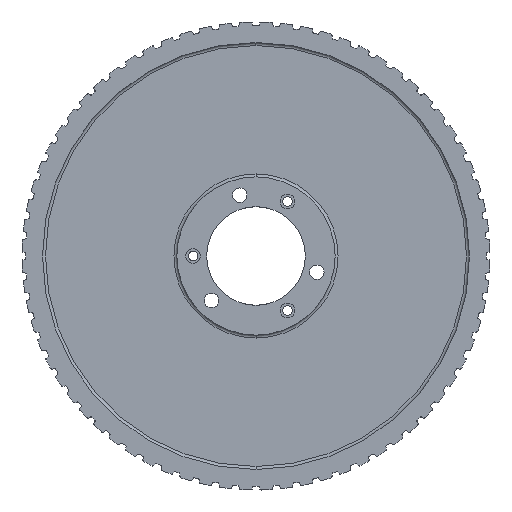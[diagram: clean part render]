
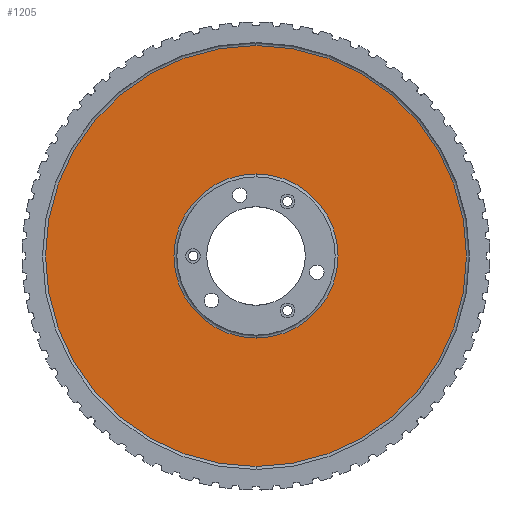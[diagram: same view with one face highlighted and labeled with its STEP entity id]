
A CAD part, left-side view. The second image highlights one B-rep face of the part: STEP entity #1205.
In plain terms, the highlighted planar face has unit normal (-1, 0, 0).
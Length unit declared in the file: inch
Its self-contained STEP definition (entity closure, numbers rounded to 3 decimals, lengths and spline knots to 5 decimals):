
#289 = DIRECTION ( 'NONE',  ( 0., 0., -1. ) ) ;
#411 = AXIS2_PLACEMENT_3D ( 'NONE', #9889, #22280, #11656 ) ;
#1040 = CIRCLE ( 'NONE', #3132, 1.753 ) ;
#1205 = ADVANCED_FACE ( 'NONE', ( #11549, #16188 ), #19672, .F. ) ;
#3132 = AXIS2_PLACEMENT_3D ( 'NONE', #8826, #21220, #10601 ) ;
#3137 = ORIENTED_EDGE ( 'NONE', *, *, #3699, .T. ) ;
#3699 = EDGE_CURVE ( 'NONE', #15514, #21651, #7940, .T. ) ;
#3702 = VERTEX_POINT ( 'NONE', #19097 ) ;
#3792 = EDGE_CURVE ( 'NONE', #21651, #15514, #1040, .T. ) ;
#4916 = CIRCLE ( 'NONE', #411, 4.497 ) ;
#5317 = CARTESIAN_POINT ( 'NONE',  ( -0.87, 0., -4.497 ) ) ;
#5722 = EDGE_LOOP ( 'NONE', ( #14789, #22438 ) ) ;
#5792 = CARTESIAN_POINT ( 'NONE',  ( -0.87, 0., 0. ) ) ;
#7562 = DIRECTION ( 'NONE',  ( 0., 0., -1. ) ) ;
#7940 = CIRCLE ( 'NONE', #18931, 1.753 ) ;
#7965 = ORIENTED_EDGE ( 'NONE', *, *, #3792, .T. ) ;
#8826 = CARTESIAN_POINT ( 'NONE',  ( -0.87, 0., 0. ) ) ;
#9080 = AXIS2_PLACEMENT_3D ( 'NONE', #5792, #18130, #7562 ) ;
#9889 = CARTESIAN_POINT ( 'NONE',  ( -0.87, 0., 0. ) ) ;
#10306 = DIRECTION ( 'NONE',  ( 1., 0., 0. ) ) ;
#10362 = EDGE_LOOP ( 'NONE', ( #7965, #3137 ) ) ;
#10578 = CIRCLE ( 'NONE', #9080, 4.497 ) ;
#10601 = DIRECTION ( 'NONE',  ( 0., 0., -1. ) ) ;
#10866 = DIRECTION ( 'NONE',  ( 1., 0., 0. ) ) ;
#11549 = FACE_OUTER_BOUND ( 'NONE', #5722, .T. ) ;
#11656 = DIRECTION ( 'NONE',  ( 0., 0., -1. ) ) ;
#14703 = AXIS2_PLACEMENT_3D ( 'NONE', #21495, #10866, #289 ) ;
#14789 = ORIENTED_EDGE ( 'NONE', *, *, #15260, .T. ) ;
#15260 = EDGE_CURVE ( 'NONE', #22850, #3702, #10578, .T. ) ;
#15514 = VERTEX_POINT ( 'NONE', #21230 ) ;
#15824 = CARTESIAN_POINT ( 'NONE',  ( -0.87, 0., -1.753 ) ) ;
#16188 = FACE_BOUND ( 'NONE', #10362, .T. ) ;
#18130 = DIRECTION ( 'NONE',  ( -1., 0., 0. ) ) ;
#18931 = AXIS2_PLACEMENT_3D ( 'NONE', #20914, #10306, #22721 ) ;
#19097 = CARTESIAN_POINT ( 'NONE',  ( -0.87, 0., 4.497 ) ) ;
#19440 = EDGE_CURVE ( 'NONE', #3702, #22850, #4916, .T. ) ;
#19672 = PLANE ( 'NONE',  #14703 ) ;
#20914 = CARTESIAN_POINT ( 'NONE',  ( -0.87, 0., 0. ) ) ;
#21220 = DIRECTION ( 'NONE',  ( 1., 0., 0. ) ) ;
#21230 = CARTESIAN_POINT ( 'NONE',  ( -0.87, 0., 1.753 ) ) ;
#21495 = CARTESIAN_POINT ( 'NONE',  ( -0.87, 0., 0. ) ) ;
#21651 = VERTEX_POINT ( 'NONE', #15824 ) ;
#22280 = DIRECTION ( 'NONE',  ( -1., 0., 0. ) ) ;
#22438 = ORIENTED_EDGE ( 'NONE', *, *, #19440, .T. ) ;
#22721 = DIRECTION ( 'NONE',  ( 0., 0., -1. ) ) ;
#22850 = VERTEX_POINT ( 'NONE', #5317 ) ;
